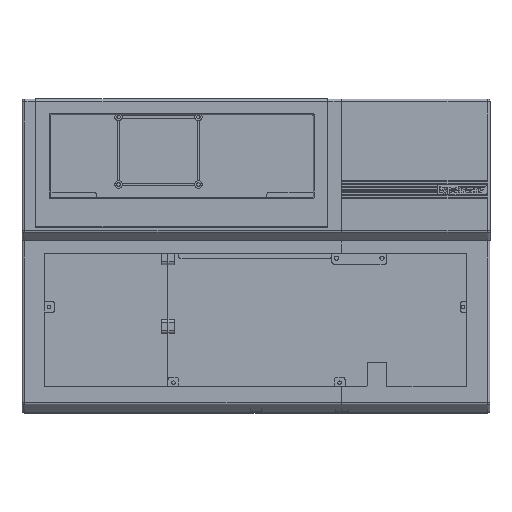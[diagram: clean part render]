
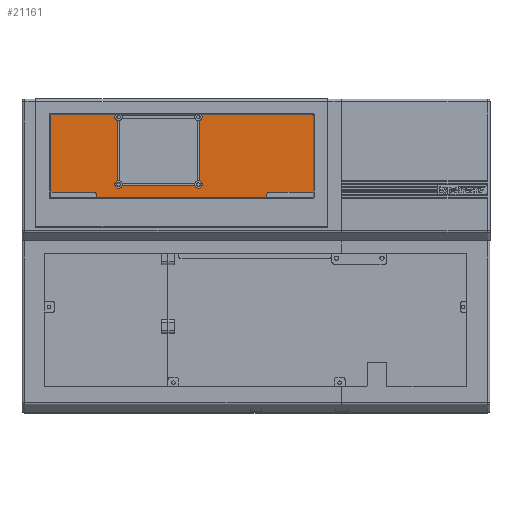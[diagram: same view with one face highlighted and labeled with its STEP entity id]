
A CAD part, top view. The second image highlights one B-rep face of the part: STEP entity #21161.
In plain terms, the highlighted planar face has unit normal (0, 0, 1).
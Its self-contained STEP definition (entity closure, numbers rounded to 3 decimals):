
#519=FACE_BOUND('',#2798,.T.);
#803=PLANE('',#22427);
#1600=FACE_OUTER_BOUND('',#2797,.T.);
#2797=EDGE_LOOP('',(#15039,#15040,#15041,#15042,#15043,#15044,#15045,#15046,
#15047,#15048,#15049,#15050,#15051,#15052,#15053,#15054));
#2798=EDGE_LOOP('',(#15055,#15056,#15057,#15058,#15059,#15060,#15061,#15062,
#15063,#15064));
#4215=LINE('',#30299,#6506);
#4285=LINE('',#30475,#6576);
#4286=LINE('',#30479,#6577);
#4287=LINE('',#30483,#6578);
#4288=LINE('',#30487,#6579);
#4289=LINE('',#30491,#6580);
#4290=LINE('',#30495,#6581);
#4291=LINE('',#30498,#6582);
#4292=LINE('',#30501,#6583);
#4293=LINE('',#30505,#6584);
#4294=LINE('',#30509,#6585);
#4295=LINE('',#30515,#6586);
#6506=VECTOR('',#24453,10.);
#6576=VECTOR('',#24617,10.);
#6577=VECTOR('',#24620,10.);
#6578=VECTOR('',#24623,10.);
#6579=VECTOR('',#24626,10.);
#6580=VECTOR('',#24629,10.);
#6581=VECTOR('',#24632,10.);
#6582=VECTOR('',#24635,10.);
#6583=VECTOR('',#24636,10.);
#6584=VECTOR('',#24639,10.);
#6585=VECTOR('',#24642,10.);
#6586=VECTOR('',#24647,10.);
#8634=CIRCLE('',#22366,2.);
#8665=CIRCLE('',#22428,2.);
#8666=CIRCLE('',#22429,2.);
#8667=CIRCLE('',#22430,2.);
#8668=CIRCLE('',#22431,2.);
#8669=CIRCLE('',#22432,2.);
#8670=CIRCLE('',#22433,2.);
#8671=CIRCLE('',#22434,2.);
#8672=CIRCLE('',#22435,2.75);
#8673=CIRCLE('',#22436,2.75);
#8674=CIRCLE('',#22437,2.75);
#8675=CIRCLE('',#22438,2.75);
#8676=CIRCLE('',#22439,2.75);
#8677=CIRCLE('',#22440,2.75);
#9310=VERTEX_POINT('',#30220);
#9311=VERTEX_POINT('',#30222);
#9346=VERTEX_POINT('',#30297);
#9404=VERTEX_POINT('',#30472);
#9405=VERTEX_POINT('',#30474);
#9406=VERTEX_POINT('',#30476);
#9407=VERTEX_POINT('',#30478);
#9408=VERTEX_POINT('',#30480);
#9409=VERTEX_POINT('',#30482);
#9410=VERTEX_POINT('',#30484);
#9411=VERTEX_POINT('',#30486);
#9412=VERTEX_POINT('',#30488);
#9413=VERTEX_POINT('',#30490);
#9414=VERTEX_POINT('',#30492);
#9415=VERTEX_POINT('',#30494);
#9416=VERTEX_POINT('',#30496);
#9417=VERTEX_POINT('',#30499);
#9418=VERTEX_POINT('',#30500);
#9419=VERTEX_POINT('',#30502);
#9420=VERTEX_POINT('',#30504);
#9421=VERTEX_POINT('',#30506);
#9422=VERTEX_POINT('',#30508);
#9423=VERTEX_POINT('',#30510);
#9424=VERTEX_POINT('',#30512);
#9425=VERTEX_POINT('',#30514);
#9426=VERTEX_POINT('',#30516);
#11464=EDGE_CURVE('',#9311,#9310,#8634,.T.);
#11503=EDGE_CURVE('',#9310,#9346,#4215,.T.);
#11590=EDGE_CURVE('',#9346,#9404,#8665,.T.);
#11591=EDGE_CURVE('',#9404,#9405,#4285,.T.);
#11592=EDGE_CURVE('',#9406,#9405,#8666,.F.);
#11593=EDGE_CURVE('',#9406,#9407,#4286,.T.);
#11594=EDGE_CURVE('',#9407,#9408,#8667,.T.);
#11595=EDGE_CURVE('',#9409,#9408,#4287,.F.);
#11596=EDGE_CURVE('',#9409,#9410,#8668,.T.);
#11597=EDGE_CURVE('',#9411,#9410,#4288,.F.);
#11598=EDGE_CURVE('',#9411,#9412,#8669,.T.);
#11599=EDGE_CURVE('',#9413,#9412,#4289,.F.);
#11600=EDGE_CURVE('',#9413,#9414,#8670,.T.);
#11601=EDGE_CURVE('',#9414,#9415,#4290,.T.);
#11602=EDGE_CURVE('',#9416,#9415,#8671,.F.);
#11603=EDGE_CURVE('',#9416,#9311,#4291,.T.);
#11604=EDGE_CURVE('',#9417,#9418,#4292,.T.);
#11605=EDGE_CURVE('',#9418,#9419,#8672,.T.);
#11606=EDGE_CURVE('',#9419,#9420,#4293,.T.);
#11607=EDGE_CURVE('',#9420,#9421,#8673,.T.);
#11608=EDGE_CURVE('',#9421,#9422,#4294,.T.);
#11609=EDGE_CURVE('',#9422,#9423,#8674,.T.);
#11610=EDGE_CURVE('',#9423,#9424,#8675,.T.);
#11611=EDGE_CURVE('',#9424,#9425,#4295,.T.);
#11612=EDGE_CURVE('',#9425,#9426,#8676,.T.);
#11613=EDGE_CURVE('',#9426,#9417,#8677,.T.);
#15039=ORIENTED_EDGE('',*,*,#11464,.T.);
#15040=ORIENTED_EDGE('',*,*,#11503,.T.);
#15041=ORIENTED_EDGE('',*,*,#11590,.T.);
#15042=ORIENTED_EDGE('',*,*,#11591,.T.);
#15043=ORIENTED_EDGE('',*,*,#11592,.F.);
#15044=ORIENTED_EDGE('',*,*,#11593,.T.);
#15045=ORIENTED_EDGE('',*,*,#11594,.T.);
#15046=ORIENTED_EDGE('',*,*,#11595,.F.);
#15047=ORIENTED_EDGE('',*,*,#11596,.T.);
#15048=ORIENTED_EDGE('',*,*,#11597,.F.);
#15049=ORIENTED_EDGE('',*,*,#11598,.T.);
#15050=ORIENTED_EDGE('',*,*,#11599,.F.);
#15051=ORIENTED_EDGE('',*,*,#11600,.T.);
#15052=ORIENTED_EDGE('',*,*,#11601,.T.);
#15053=ORIENTED_EDGE('',*,*,#11602,.F.);
#15054=ORIENTED_EDGE('',*,*,#11603,.T.);
#15055=ORIENTED_EDGE('',*,*,#11604,.T.);
#15056=ORIENTED_EDGE('',*,*,#11605,.T.);
#15057=ORIENTED_EDGE('',*,*,#11606,.T.);
#15058=ORIENTED_EDGE('',*,*,#11607,.T.);
#15059=ORIENTED_EDGE('',*,*,#11608,.T.);
#15060=ORIENTED_EDGE('',*,*,#11609,.T.);
#15061=ORIENTED_EDGE('',*,*,#11610,.T.);
#15062=ORIENTED_EDGE('',*,*,#11611,.T.);
#15063=ORIENTED_EDGE('',*,*,#11612,.T.);
#15064=ORIENTED_EDGE('',*,*,#11613,.T.);
#21161=ADVANCED_FACE('',(#1600,#519),#803,.F.);
#22366=AXIS2_PLACEMENT_3D('',#30223,#24396,#24397);
#22427=AXIS2_PLACEMENT_3D('',#30471,#24613,#24614);
#22428=AXIS2_PLACEMENT_3D('',#30473,#24615,#24616);
#22429=AXIS2_PLACEMENT_3D('',#30477,#24618,#24619);
#22430=AXIS2_PLACEMENT_3D('',#30481,#24621,#24622);
#22431=AXIS2_PLACEMENT_3D('',#30485,#24624,#24625);
#22432=AXIS2_PLACEMENT_3D('',#30489,#24627,#24628);
#22433=AXIS2_PLACEMENT_3D('',#30493,#24630,#24631);
#22434=AXIS2_PLACEMENT_3D('',#30497,#24633,#24634);
#22435=AXIS2_PLACEMENT_3D('',#30503,#24637,#24638);
#22436=AXIS2_PLACEMENT_3D('',#30507,#24640,#24641);
#22437=AXIS2_PLACEMENT_3D('',#30511,#24643,#24644);
#22438=AXIS2_PLACEMENT_3D('',#30513,#24645,#24646);
#22439=AXIS2_PLACEMENT_3D('',#30517,#24648,#24649);
#22440=AXIS2_PLACEMENT_3D('',#30518,#24650,#24651);
#24396=DIRECTION('center_axis',(0.,0.,1.));
#24397=DIRECTION('ref_axis',(-0.707,-0.707,0.));
#24453=DIRECTION('',(1.,0.,0.));
#24613=DIRECTION('center_axis',(0.,0.,-1.));
#24614=DIRECTION('ref_axis',(-1.,0.,0.));
#24615=DIRECTION('center_axis',(0.,0.,1.));
#24616=DIRECTION('ref_axis',(0.707,-0.707,0.));
#24617=DIRECTION('',(0.,1.,0.));
#24618=DIRECTION('center_axis',(0.,0.,-1.));
#24619=DIRECTION('ref_axis',(-0.707,0.707,0.));
#24620=DIRECTION('',(1.,0.,0.));
#24621=DIRECTION('center_axis',(0.,0.,1.));
#24622=DIRECTION('ref_axis',(0.707,-0.707,0.));
#24623=DIRECTION('',(0.,1.,0.));
#24624=DIRECTION('center_axis',(0.,0.,1.));
#24625=DIRECTION('ref_axis',(0.707,0.707,0.));
#24626=DIRECTION('',(-1.,0.,0.));
#24627=DIRECTION('center_axis',(0.,0.,1.));
#24628=DIRECTION('ref_axis',(-0.707,0.707,0.));
#24629=DIRECTION('',(0.,-1.,0.));
#24630=DIRECTION('center_axis',(0.,0.,1.));
#24631=DIRECTION('ref_axis',(-0.707,-0.707,0.));
#24632=DIRECTION('',(1.,0.,0.));
#24633=DIRECTION('center_axis',(0.,0.,-1.));
#24634=DIRECTION('ref_axis',(0.707,0.707,0.));
#24635=DIRECTION('',(0.,-1.,0.));
#24636=DIRECTION('',(-1.,0.,0.));
#24637=DIRECTION('center_axis',(0.,0.,-1.));
#24638=DIRECTION('ref_axis',(-1.,0.,0.));
#24639=DIRECTION('',(0.,1.,0.));
#24640=DIRECTION('center_axis',(0.,0.,-1.));
#24641=DIRECTION('ref_axis',(-1.,0.,0.));
#24642=DIRECTION('',(1.,0.,0.));
#24643=DIRECTION('center_axis',(0.,0.,-1.));
#24644=DIRECTION('ref_axis',(-1.,0.,0.));
#24645=DIRECTION('center_axis',(0.,0.,-1.));
#24646=DIRECTION('ref_axis',(-1.,0.,0.));
#24647=DIRECTION('',(0.,-1.,0.));
#24648=DIRECTION('center_axis',(0.,0.,-1.));
#24649=DIRECTION('ref_axis',(-1.,0.,0.));
#24650=DIRECTION('center_axis',(0.,0.,-1.));
#24651=DIRECTION('ref_axis',(-1.,0.,0.));
#30220=CARTESIAN_POINT('',(-38.854,2.542,-8.8));
#30222=CARTESIAN_POINT('',(-40.854,4.542,-8.8));
#30223=CARTESIAN_POINT('Origin',(-38.854,4.542,-8.8));
#30297=CARTESIAN_POINT('',(80.926,2.542,-8.8));
#30299=CARTESIAN_POINT('',(72.981,2.542,-8.8));
#30471=CARTESIAN_POINT('Origin',(21.036,38.442,-8.8));
#30472=CARTESIAN_POINT('',(82.926,4.542,-8.8));
#30473=CARTESIAN_POINT('Origin',(80.926,4.542,-8.8));
#30474=CARTESIAN_POINT('',(82.926,15.5,-8.8));
#30475=CARTESIAN_POINT('',(82.926,18.492,-8.8));
#30476=CARTESIAN_POINT('',(84.926,17.5,-8.8));
#30477=CARTESIAN_POINT('Origin',(84.926,15.5,-8.8));
#30478=CARTESIAN_POINT('',(121.926,17.5,-8.8));
#30479=CARTESIAN_POINT('',(62.481,17.5,-8.8));
#30480=CARTESIAN_POINT('',(123.926,19.5,-8.8));
#30481=CARTESIAN_POINT('Origin',(121.926,19.5,-8.8));
#30482=CARTESIAN_POINT('',(123.926,75.342,-8.8));
#30483=CARTESIAN_POINT('',(123.926,58.392,-8.8));
#30484=CARTESIAN_POINT('',(121.926,77.342,-8.8));
#30485=CARTESIAN_POINT('Origin',(121.926,75.342,-8.8));
#30486=CARTESIAN_POINT('',(-79.854,77.342,-8.8));
#30487=CARTESIAN_POINT('',(-30.909,77.342,-8.8));
#30488=CARTESIAN_POINT('',(-81.854,75.342,-8.8));
#30489=CARTESIAN_POINT('Origin',(-79.854,75.342,-8.8));
#30490=CARTESIAN_POINT('',(-81.854,19.5,-8.8));
#30491=CARTESIAN_POINT('',(-81.854,18.492,-8.8));
#30492=CARTESIAN_POINT('',(-79.854,17.5,-8.8));
#30493=CARTESIAN_POINT('Origin',(-79.854,19.5,-8.8));
#30494=CARTESIAN_POINT('',(-42.854,17.5,-8.8));
#30495=CARTESIAN_POINT('',(-20.409,17.5,-8.8));
#30496=CARTESIAN_POINT('',(-40.854,15.5,-8.8));
#30497=CARTESIAN_POINT('Origin',(-42.854,15.5,-8.8));
#30498=CARTESIAN_POINT('',(-40.854,18.492,-8.8));
#30499=CARTESIAN_POINT('',(30.593,21.978,-8.8));
#30500=CARTESIAN_POINT('',(-22.283,21.978,-8.8));
#30501=CARTESIAN_POINT('',(-0.624,21.978,-8.8));
#30502=CARTESIAN_POINT('',(-25.845,25.539,-8.8));
#30503=CARTESIAN_POINT('Origin',(-24.845,22.978,-8.8));
#30504=CARTESIAN_POINT('',(-25.845,69.416,-8.8));
#30505=CARTESIAN_POINT('',(-25.845,53.929,-8.8));
#30506=CARTESIAN_POINT('',(-22.283,72.978,-8.8));
#30507=CARTESIAN_POINT('Origin',(-24.845,71.978,-8.8));
#30508=CARTESIAN_POINT('',(30.593,72.978,-8.8));
#30509=CARTESIAN_POINT('',(25.815,72.978,-8.8));
#30510=CARTESIAN_POINT('',(35.905,71.978,-8.8));
#30511=CARTESIAN_POINT('Origin',(33.155,71.978,-8.8));
#30512=CARTESIAN_POINT('',(34.155,69.416,-8.8));
#30513=CARTESIAN_POINT('Origin',(33.155,71.978,-8.8));
#30514=CARTESIAN_POINT('',(34.155,25.539,-8.8));
#30515=CARTESIAN_POINT('',(34.155,31.991,-8.8));
#30516=CARTESIAN_POINT('',(35.905,22.978,-8.8));
#30517=CARTESIAN_POINT('Origin',(33.155,22.978,-8.8));
#30518=CARTESIAN_POINT('Origin',(33.155,22.978,-8.8));
